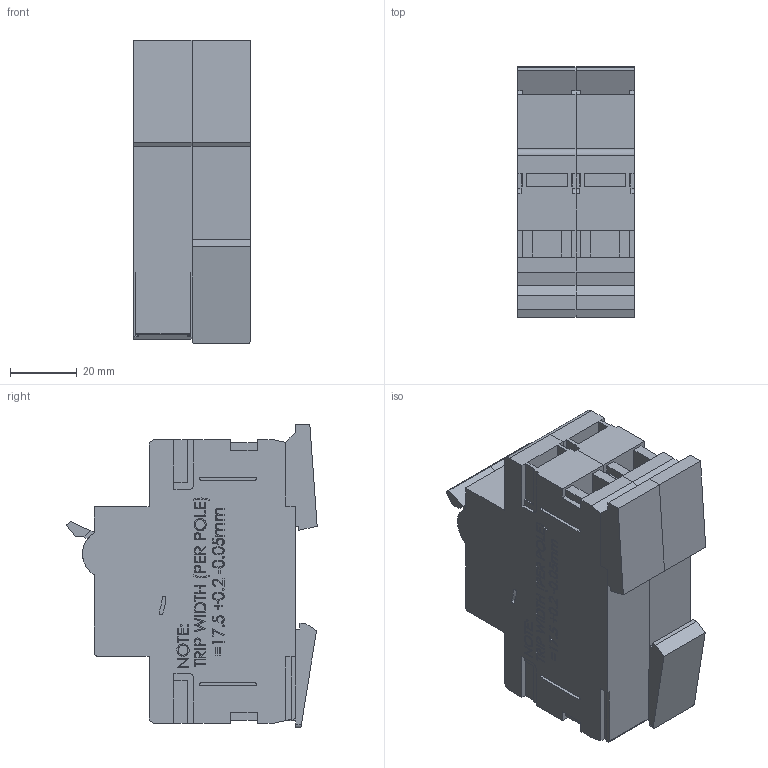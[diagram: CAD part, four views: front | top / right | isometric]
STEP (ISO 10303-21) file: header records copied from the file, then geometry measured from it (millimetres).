
FILE_DESCRIPTION (( 'STEP AP214' ), '1' );
FILE_NAME ('Techna Jtec 2 Pole.STEP', '2020-05-21T10:08:04', ( '' ), ( '' ), 'SwSTEP 2.0', 'SolidWorks 2020', '' );
FILE_SCHEMA (( 'AUTOMOTIVE_DESIGN' ));
Length unit declared in the file: millimetre
Products named in the file (3): Jtec_DIN Clip 1; Jtec_2 DIN Clips; Techna Jtec 2 Pole
Assembly tree (2 placements, depth 2):
  Techna Jtec 2 Pole
    Jtec_2 DIN Clips
    Jtec_DIN Clip 1
Bounding box: 35 x 75.18 x 91.27 mm (x, y, z)
Volume: 161103.5 mm3; surface area: 38835.3 mm2
Topology: 5 solids, 5 shells, 1579 faces, 4256 edges, 2832 vertices
Faces by surface type: plane 1066, bspline 313, cylinder 196, sphere 4
Entity records: 72225 total; most frequent: CARTESIAN_POINT 29339, ORIENTED_EDGE 8496, DIRECTION 6604, EDGE_CURVE 4248, LINE 3178, VECTOR 3178, VERTEX_POINT 2828, EDGE_LOOP 1728
